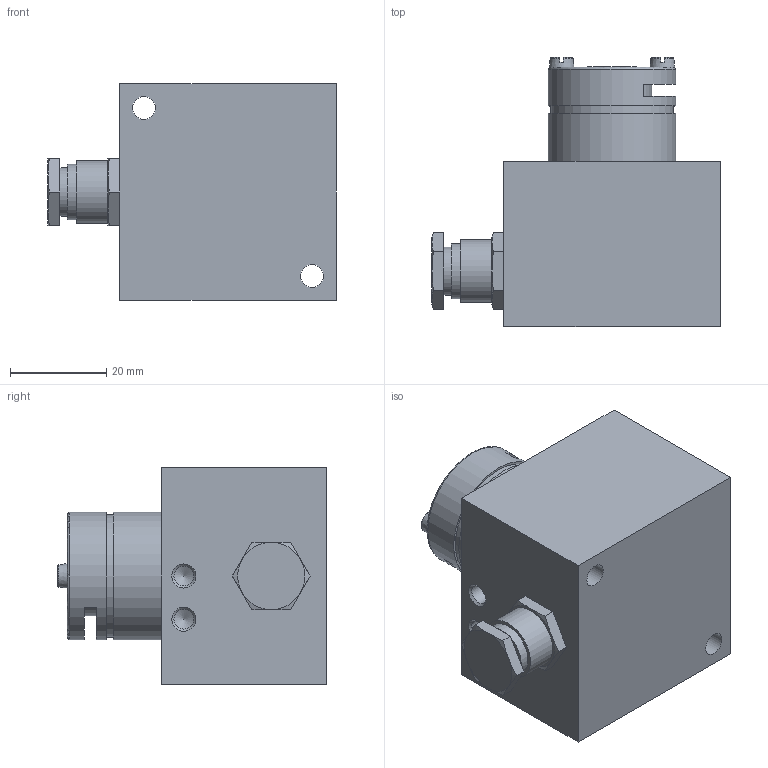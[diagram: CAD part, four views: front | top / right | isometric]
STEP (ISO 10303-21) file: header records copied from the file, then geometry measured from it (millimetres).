
FILE_DESCRIPTION(/* description */ ('STEP AP214'),/* implementation_level */ '2;1');
FILE_NAME(/* name */ '7451_PE-VK-5_1',/* time_stamp */ '2024-09-13T18:21:15+02:00',/* author */ ('License CC BY-ND 4.0'),/* organization */ ('CADENAS'),/* preprocessor_version */ 'ST-DEVELOPER v19.3',/* originating_system */ 'PARTsolutions',/* authorisation */ ' ');
FILE_SCHEMA (('AUTOMOTIVE_DESIGN {1 0 10303 214 3 1 1}'));
Length unit declared in the file: millimetre
Products named in the file (1): 7451 PE-VK-5.1
Bounding box: 60 x 56 x 45 mm (x, y, z)
Volume: 80273.5 mm3; surface area: 14416.4 mm2
Topology: 1 solids, 1 shells, 80 faces, 183 edges, 115 vertices
Faces by surface type: plane 44, cone 18, cylinder 13, torus 5
Full cylindrical faces by diameter (mm): 4.134 x2, 4.8 x2, 8 x2, 10 x1, 11.5 x1, 13 x1, 25.5 x1, 26.5 x2
Entity records: 2146 total; most frequent: CARTESIAN_POINT 463, DIRECTION 338, ORIENTED_EDGE 308, EDGE_CURVE 154, AXIS2_PLACEMENT_3D 143, FACE_BOUND 116, EDGE_LOOP 114, VERTEX_POINT 108
